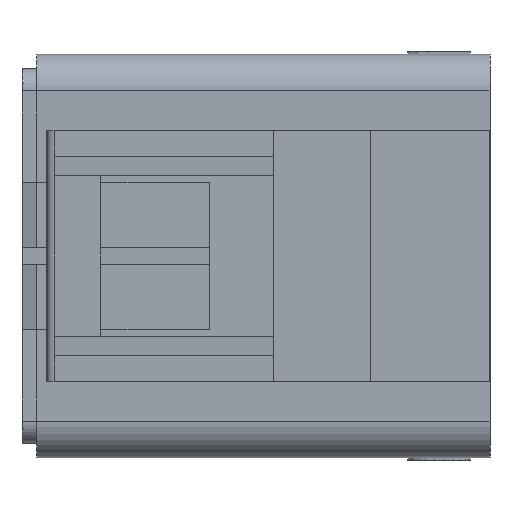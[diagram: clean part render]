
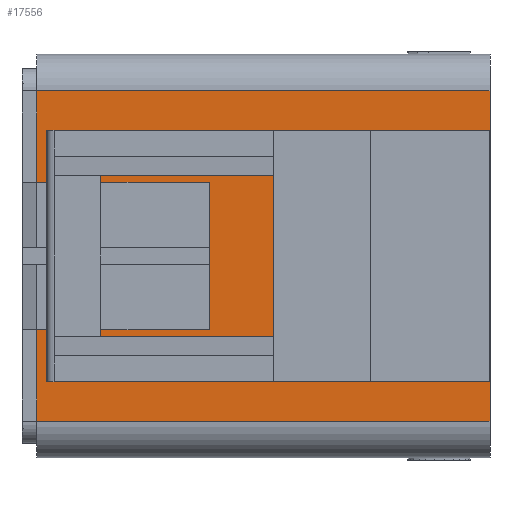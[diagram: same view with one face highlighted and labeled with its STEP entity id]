
A CAD part, left-side view. The second image highlights one B-rep face of the part: STEP entity #17556.
In plain terms, the highlighted planar face has unit normal (-1, 0, 0).
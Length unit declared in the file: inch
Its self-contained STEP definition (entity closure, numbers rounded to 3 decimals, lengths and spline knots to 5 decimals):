
#2484=DIRECTION('',(0.,-1.,0.));
#2485=VECTOR('',#2484,0.1125);
#2486=CARTESIAN_POINT('',(-0.633,-0.525,-0.1625));
#2487=LINE('',#2486,#2485);
#2513=DIRECTION('',(0.,0.,-1.));
#2514=VECTOR('',#2513,0.0925);
#2515=CARTESIAN_POINT('',(-0.633,-0.525,-0.1625));
#2516=LINE('',#2515,#2514);
#2517=DIRECTION('',(0.,1.,0.));
#2518=VECTOR('',#2517,0.1125);
#2519=CARTESIAN_POINT('',(-0.633,-0.6375,-0.255));
#2520=LINE('',#2519,#2518);
#2521=DIRECTION('',(0.,0.,-1.));
#2522=VECTOR('',#2521,0.0925);
#2523=CARTESIAN_POINT('',(-0.633,-0.525,0.255));
#2524=LINE('',#2523,#2522);
#2525=DIRECTION('',(0.,-1.,0.));
#2526=VECTOR('',#2525,0.1125);
#2527=CARTESIAN_POINT('',(-0.633,-0.525,0.1625));
#2528=LINE('',#2527,#2526);
#2529=DIRECTION('',(0.,1.,0.));
#2530=VECTOR('',#2529,0.1125);
#2531=CARTESIAN_POINT('',(-0.633,-0.6375,0.255));
#2532=LINE('',#2531,#2530);
#2533=DIRECTION('',(0.,0.,-1.));
#2534=VECTOR('',#2533,0.67);
#2535=CARTESIAN_POINT('',(-0.633,-0.92,0.335));
#2536=LINE('',#2535,#2534);
#2537=DIRECTION('',(0.,0.,1.));
#2538=VECTOR('',#2537,0.185);
#2539=CARTESIAN_POINT('',(-0.633,0.,-0.335));
#2540=LINE('',#2539,#2538);
#2541=DIRECTION('',(0.,-1.,0.));
#2542=VECTOR('',#2541,0.35);
#2543=CARTESIAN_POINT('',(-0.633,0.,-0.15));
#2544=LINE('',#2543,#2542);
#2545=DIRECTION('',(0.,0.,-1.));
#2546=VECTOR('',#2545,0.3);
#2547=CARTESIAN_POINT('',(-0.633,-0.35,0.15));
#2548=LINE('',#2547,#2546);
#2549=DIRECTION('',(0.,-1.,0.));
#2550=VECTOR('',#2549,0.35);
#2551=CARTESIAN_POINT('',(-0.633,0.,0.15));
#2552=LINE('',#2551,#2550);
#2553=DIRECTION('',(0.,0.,1.));
#2554=VECTOR('',#2553,0.185);
#2555=CARTESIAN_POINT('',(-0.633,0.,0.15));
#2556=LINE('',#2555,#2554);
#2557=DIRECTION('',(0.,0.,-1.));
#2558=VECTOR('',#2557,0.0925);
#2559=CARTESIAN_POINT('',(-0.633,-0.6375,0.255));
#2560=LINE('',#2559,#2558);
#2561=DIRECTION('',(0.,0.,-1.));
#2562=VECTOR('',#2561,0.0925);
#2563=CARTESIAN_POINT('',(-0.633,-0.6375,-0.1625));
#2564=LINE('',#2563,#2562);
#2694=DIRECTION('',(0.,-1.,0.));
#2695=VECTOR('',#2694,0.92);
#2696=CARTESIAN_POINT('',(-0.633,0.,0.335));
#2697=LINE('',#2696,#2695);
#10318=DIRECTION('',(0.,1.,0.));
#10319=VECTOR('',#10318,0.92);
#10320=CARTESIAN_POINT('',(-0.633,-0.92,-0.335));
#10321=LINE('',#10320,#10319);
#10420=CARTESIAN_POINT('',(-0.633,-0.525,-0.255));
#10422=VERTEX_POINT('',#10420);
#10424=CARTESIAN_POINT('',(-0.633,-0.525,0.255));
#10426=VERTEX_POINT('',#10424);
#10431=CARTESIAN_POINT('',(-0.633,-0.6375,-0.255));
#10432=VERTEX_POINT('',#10431);
#10437=CARTESIAN_POINT('',(-0.633,-0.6375,0.255));
#10438=VERTEX_POINT('',#10437);
#10488=CARTESIAN_POINT('',(-0.633,-0.525,0.1625));
#10490=VERTEX_POINT('',#10488);
#10492=CARTESIAN_POINT('',(-0.633,-0.525,-0.1625));
#10494=VERTEX_POINT('',#10492);
#10499=CARTESIAN_POINT('',(-0.633,-0.6375,0.1625));
#10500=VERTEX_POINT('',#10499);
#10501=CARTESIAN_POINT('',(-0.633,-0.6375,-0.1625));
#10502=VERTEX_POINT('',#10501);
#10503=CARTESIAN_POINT('',(-0.633,-0.35,0.15));
#10504=CARTESIAN_POINT('',(-0.633,-0.35,-0.15));
#10505=VERTEX_POINT('',#10503);
#10506=VERTEX_POINT('',#10504);
#10507=CARTESIAN_POINT('',(-0.633,0.,0.15));
#10508=VERTEX_POINT('',#10507);
#10509=CARTESIAN_POINT('',(-0.633,0.,-0.15));
#10510=VERTEX_POINT('',#10509);
#13713=CARTESIAN_POINT('',(-0.633,-0.92,0.335));
#13714=VERTEX_POINT('',#13713);
#13715=CARTESIAN_POINT('',(-0.633,0.,0.335));
#13716=VERTEX_POINT('',#13715);
#13721=CARTESIAN_POINT('',(-0.633,0.,-0.335));
#13722=VERTEX_POINT('',#13721);
#13723=CARTESIAN_POINT('',(-0.633,-0.92,-0.335));
#13724=VERTEX_POINT('',#13723);
#17518=CARTESIAN_POINT('',(-0.633,0.,-0.41));
#17519=DIRECTION('',(-1.,0.,0.));
#17520=DIRECTION('',(0.,-1.,0.));
#17521=AXIS2_PLACEMENT_3D('',#17518,#17519,#17520);
#17522=PLANE('',#17521);
#17524=ORIENTED_EDGE('',*,*,#17523,.T.);
#17525=ORIENTED_EDGE('',*,*,#16982,.T.);
#17527=ORIENTED_EDGE('',*,*,#17526,.T.);
#17529=ORIENTED_EDGE('',*,*,#17528,.T.);
#17531=ORIENTED_EDGE('',*,*,#17530,.T.);
#17533=ORIENTED_EDGE('',*,*,#17532,.F.);
#17535=ORIENTED_EDGE('',*,*,#17534,.F.);
#17537=ORIENTED_EDGE('',*,*,#17536,.T.);
#17538=EDGE_LOOP('',(#17524,#17525,#17527,#17529,#17531,#17533,#17535,#17537));
#17539=FACE_OUTER_BOUND('',#17538,.F.);
#17540=ORIENTED_EDGE('',*,*,#17496,.T.);
#17541=ORIENTED_EDGE('',*,*,#17289,.T.);
#17543=ORIENTED_EDGE('',*,*,#17542,.F.);
#17545=ORIENTED_EDGE('',*,*,#17544,.T.);
#17546=EDGE_LOOP('',(#17540,#17541,#17543,#17545));
#17547=FACE_BOUND('',#17546,.F.);
#17549=ORIENTED_EDGE('',*,*,#17548,.F.);
#17550=ORIENTED_EDGE('',*,*,#17453,.F.);
#17551=ORIENTED_EDGE('',*,*,#17513,.T.);
#17553=ORIENTED_EDGE('',*,*,#17552,.F.);
#17554=EDGE_LOOP('',(#17549,#17550,#17551,#17553));
#17555=FACE_BOUND('',#17554,.F.);
#16982=EDGE_CURVE('',#13714,#13724,#2536,.T.);
#17289=EDGE_CURVE('',#10490,#10500,#2528,.T.);
#17453=EDGE_CURVE('',#10494,#10502,#2487,.T.);
#17496=EDGE_CURVE('',#10426,#10490,#2524,.T.);
#17513=EDGE_CURVE('',#10494,#10422,#2516,.T.);
#17523=EDGE_CURVE('',#13716,#13714,#2697,.T.);
#17526=EDGE_CURVE('',#13724,#13722,#10321,.T.);
#17528=EDGE_CURVE('',#13722,#10510,#2540,.T.);
#17530=EDGE_CURVE('',#10510,#10506,#2544,.T.);
#17532=EDGE_CURVE('',#10505,#10506,#2548,.T.);
#17534=EDGE_CURVE('',#10508,#10505,#2552,.T.);
#17536=EDGE_CURVE('',#10508,#13716,#2556,.T.);
#17542=EDGE_CURVE('',#10438,#10500,#2560,.T.);
#17544=EDGE_CURVE('',#10438,#10426,#2532,.T.);
#17548=EDGE_CURVE('',#10502,#10432,#2564,.T.);
#17552=EDGE_CURVE('',#10432,#10422,#2520,.T.);
#17556=ADVANCED_FACE('',(#17539,#17547,#17555),#17522,.T.);
